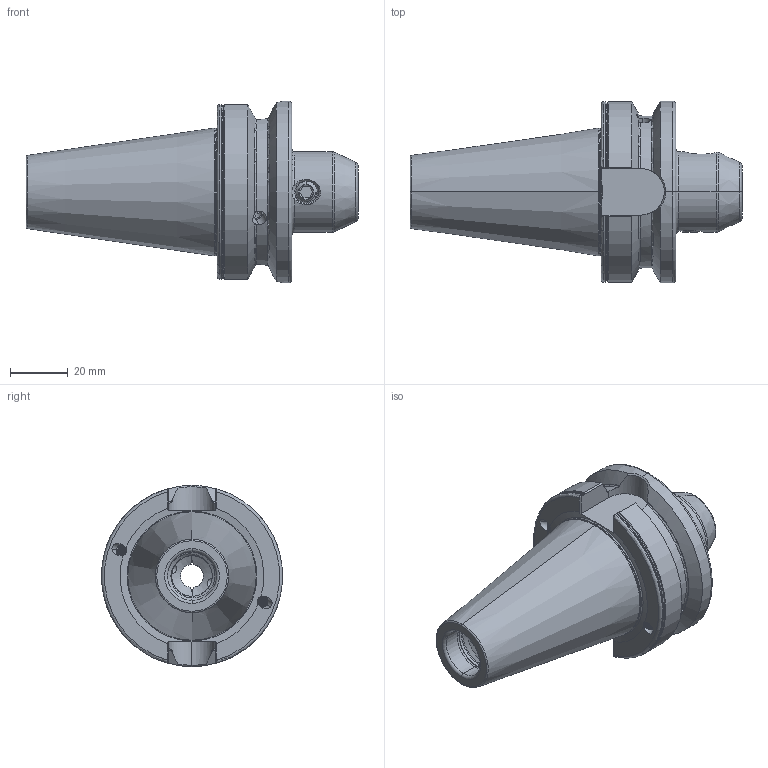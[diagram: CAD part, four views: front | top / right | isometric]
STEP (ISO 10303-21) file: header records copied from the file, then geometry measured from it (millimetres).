
FILE_DESCRIPTION (( 'STEP AP203' ), '1' );
FILE_NAME ('DC.406.04.08.K.STEP', '2017-10-18T02:13:46', ( '' ), ( '' ), 'SwSTEP 2.0', 'SolidWorks 2012', '' );
FILE_SCHEMA (( 'CONFIG_CONTROL_DESIGN' ));
Length unit declared in the file: millimetre
Products named in the file (3): DC.406.04.08.K; 側固8_M8x1.25_10L
Assembly tree (2 placements, depth 2):
  DC.406.04.08.K
    DC.406.04.08.K
    側固8_M8x1.25_10L
Bounding box: 115.4 x 63 x 63 mm (x, y, z)
Volume: 131401.6 mm3; surface area: 27497 mm2
Topology: 2 solids, 2 shells, 307 faces, 854 edges, 546 vertices
Faces by surface type: cylinder 132, plane 56, torus 46, cone 41, bspline 30, sphere 2
Entity records: 23284 total; most frequent: CARTESIAN_POINT 16136, ORIENTED_EDGE 1696, DIRECTION 1169, EDGE_CURVE 848, VERTEX_POINT 546, AXIS2_PLACEMENT_3D 469, EDGE_LOOP 320, FACE_OUTER_BOUND 307
